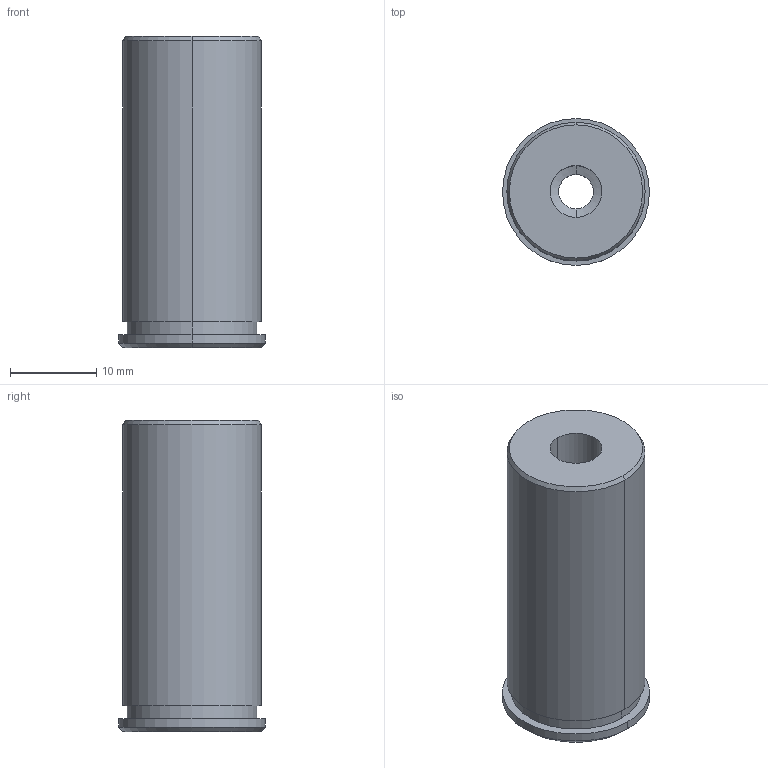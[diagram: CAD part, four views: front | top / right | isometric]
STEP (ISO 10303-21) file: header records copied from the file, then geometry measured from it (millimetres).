
FILE_DESCRIPTION(('no description'),'unknown implementation level');
FILE_NAME('F37AE19D-0865-4EE1-9360-9FDD3C4BA9C6_export.stp',' ',('CIMSOURCE GmbH'),('CADClick - KiM GmbH - www.kimweb.de'),'unknown preprocess','ACIS','unknown authorization');
FILE_SCHEMA(('automotive_design'));
Length unit declared in the file: millimetre
Products named in the file (1): NONE
Bounding box: 17 x 17 x 36 mm (x, y, z)
Volume: 6585.9 mm3; surface area: 2782 mm2
Topology: 1 solids, 1 shells, 22 faces, 44 edges, 26 vertices
Faces by surface type: cylinder 10, cone 8, plane 4
Entity records: 1134 total; most frequent: DIRECTION 122, CARTESIAN_POINT 96, STYLED_ITEM 92, PRESENTATION_STYLE_ASSIGNMENT 92, COLOUR_RGB 92, ORIENTED_EDGE 88, AXIS2_PLACEMENT_3D 52, EDGE_CURVE 44
